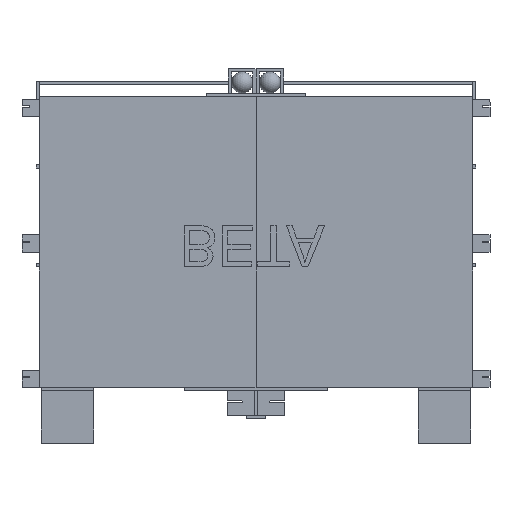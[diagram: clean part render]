
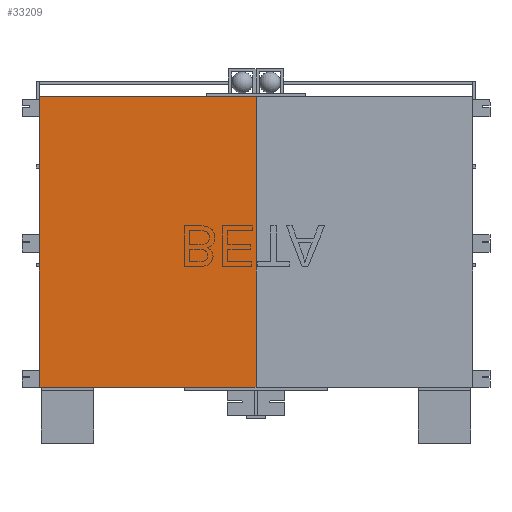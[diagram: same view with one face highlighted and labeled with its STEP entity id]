
A CAD part, front view. The second image highlights one B-rep face of the part: STEP entity #33209.
In plain terms, the highlighted planar face has unit normal (0, -1, 0).
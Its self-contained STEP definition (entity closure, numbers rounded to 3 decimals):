
#4653=LINE('',#51957,#9042);
#4663=LINE('',#51980,#9052);
#4665=LINE('',#51983,#9054);
#4666=LINE('',#51985,#9055);
#9042=VECTOR('',#42281,10.);
#9052=VECTOR('',#42307,10.);
#9054=VECTOR('',#42311,10.);
#9055=VECTOR('',#42314,10.);
#10867=PLANE('',#34969);
#13028=FACE_OUTER_BOUND('',#15019,.T.);
#15019=EDGE_LOOP('',(#30905,#30906,#30907,#30908));
#17937=VERTEX_POINT('',#51954);
#17938=VERTEX_POINT('',#51956);
#17942=VERTEX_POINT('',#51977);
#17943=VERTEX_POINT('',#51979);
#22290=EDGE_CURVE('',#17938,#17937,#4653,.T.);
#22300=EDGE_CURVE('',#17943,#17942,#4663,.T.);
#22302=EDGE_CURVE('',#17937,#17943,#4665,.T.);
#22303=EDGE_CURVE('',#17942,#17938,#4666,.T.);
#30905=ORIENTED_EDGE('',*,*,#22303,.T.);
#30906=ORIENTED_EDGE('',*,*,#22290,.T.);
#30907=ORIENTED_EDGE('',*,*,#22302,.T.);
#30908=ORIENTED_EDGE('',*,*,#22300,.T.);
#33209=ADVANCED_FACE('',(#13028),#10867,.T.);
#34969=AXIS2_PLACEMENT_3D('',#51986,#42315,#42316);
#42281=DIRECTION('',(0.,0.,1.));
#42307=DIRECTION('',(0.,0.,-1.));
#42311=DIRECTION('',(-1.,0.,0.));
#42314=DIRECTION('',(1.,0.,0.));
#42315=DIRECTION('center_axis',(0.,-1.,0.));
#42316=DIRECTION('ref_axis',(0.,0.,-1.));
#51954=CARTESIAN_POINT('',(1522.,-22.,2044.));
#51956=CARTESIAN_POINT('',(1522.,-22.,0.));
#51957=CARTESIAN_POINT('',(1522.,-22.,2022.));
#51977=CARTESIAN_POINT('',(0.,-22.,0.));
#51979=CARTESIAN_POINT('',(0.,-22.,2044.));
#51980=CARTESIAN_POINT('',(0.,-22.,2044.));
#51983=CARTESIAN_POINT('',(1522.,-22.,2044.));
#51985=CARTESIAN_POINT('',(0.,-22.,0.));
#51986=CARTESIAN_POINT('Origin',(761.,-22.,1022.));
